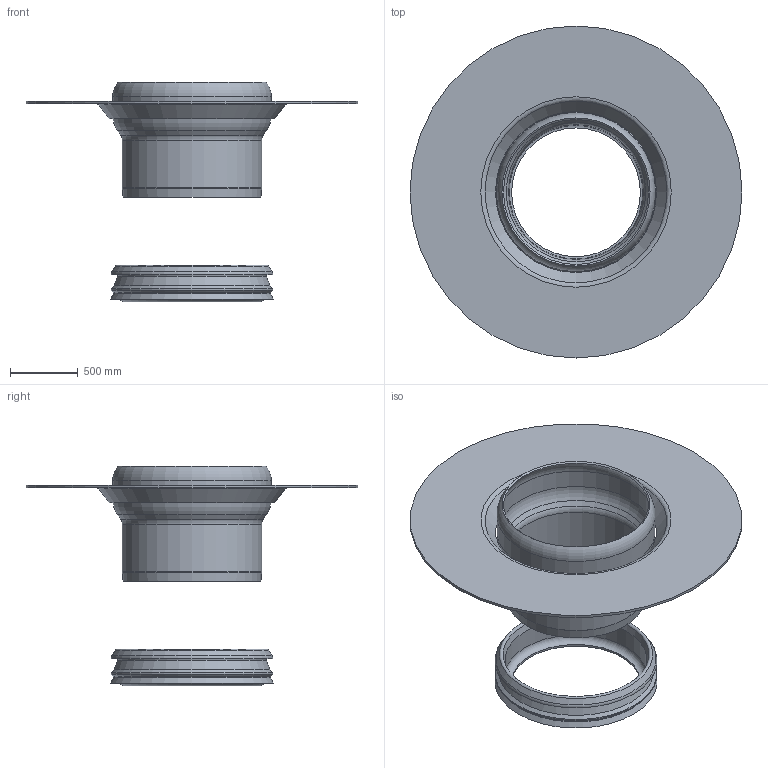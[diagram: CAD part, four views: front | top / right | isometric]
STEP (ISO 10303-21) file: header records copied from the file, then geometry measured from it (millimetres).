
FILE_DESCRIPTION(/* description */ (''),/* implementation_level */ '2;1');
FILE_NAME(/* name */ '20426.070X_3D.stp',/* time_stamp */ '2024-12-12T08:12:29+01:00',/* author */ ('CAD'),/* organization */ (''),/* preprocessor_version */ 'ST-DEVELOPER v20',/* originating_system */ 'AutoCAD Mechanical',/* authorisation */ '');
FILE_SCHEMA (('AUTOMOTIVE_DESIGN { 1 0 10303 214 3 1 1 }'));
Length unit declared in the file: centimetre
Products named in the file (2): Product; *S0
Assembly tree (1 placements, depth 2):
  Product
    *S0
Bounding box: 2450 x 2450 x 1620 mm (x, y, z)
Volume: 165152235.9 mm3; surface area: 16540198.4 mm2
Topology: 3 solids, 3 shells, 46 faces, 112 edges, 74 vertices
Faces by surface type: cone 16, torus 15, cylinder 9, plane 6
Full cylindrical faces by diameter (mm): 950 x1, 1000 x1, 1030 x1, 1050 x1, 1140 x1, 1155 x1, 1170 x1, 1195 x1, 2450 x1
Entity records: 1474 total; most frequent: DIRECTION 295, CARTESIAN_POINT 235, ORIENTED_EDGE 220, AXIS2_PLACEMENT_3D 134, EDGE_CURVE 110, CIRCLE 85, VERTEX_POINT 70, EDGE_LOOP 52
